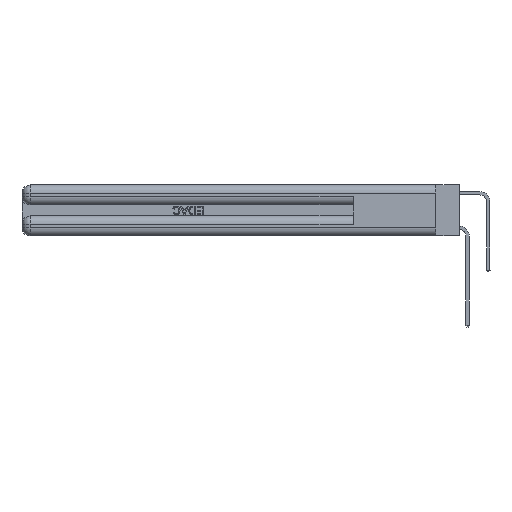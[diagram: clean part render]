
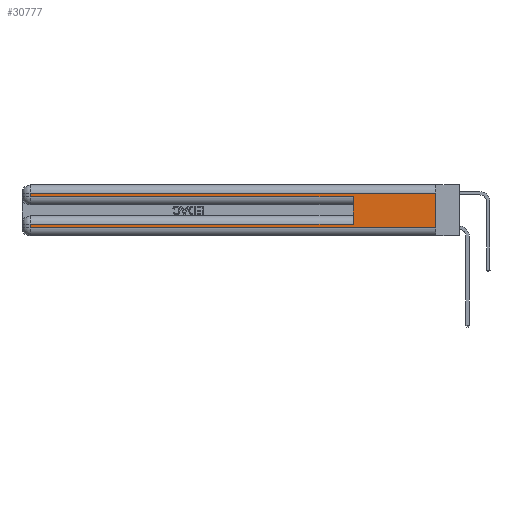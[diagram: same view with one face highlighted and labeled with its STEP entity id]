
A CAD part, left-side view. The second image highlights one B-rep face of the part: STEP entity #30777.
In plain terms, the highlighted planar face has unit normal (-1, 0, 0).
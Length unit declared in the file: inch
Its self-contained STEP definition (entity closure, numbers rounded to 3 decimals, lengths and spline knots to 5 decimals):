
#174 = ORIENTED_EDGE ( 'NONE', *, *, #17035, .T. ) ;
#861 = CARTESIAN_POINT ( 'NONE',  ( 0., 0., 0.31 ) ) ;
#1096 = ORIENTED_EDGE ( 'NONE', *, *, #32069, .T. ) ;
#1163 = LINE ( 'NONE', #12136, #17364 ) ;
#1266 = VERTEX_POINT ( 'NONE', #26303 ) ;
#1672 = EDGE_CURVE ( 'NONE', #1266, #12020, #26278, .T. ) ;
#2910 = CARTESIAN_POINT ( 'NONE',  ( 0., 2.94, 0.085 ) ) ;
#3151 = LINE ( 'NONE', #24775, #6624 ) ;
#3155 = LINE ( 'NONE', #27223, #6032 ) ;
#4499 = VECTOR ( 'NONE', #10085, 39.37008 ) ;
#4610 = LINE ( 'NONE', #25909, #32221 ) ;
#5340 = VECTOR ( 'NONE', #31674, 39.37008 ) ;
#5641 = EDGE_LOOP ( 'NONE', ( #33133, #174, #20270, #1096, #23973, #32988, #14993, #11713 ) ) ;
#5652 = CARTESIAN_POINT ( 'NONE',  ( 0., 2.94, 0.06 ) ) ;
#6032 = VECTOR ( 'NONE', #21979, 39.37008 ) ;
#6496 = VERTEX_POINT ( 'NONE', #23510 ) ;
#6624 = VECTOR ( 'NONE', #26881, 39.37008 ) ;
#7126 = CARTESIAN_POINT ( 'NONE',  ( 0., 0., 0.285 ) ) ;
#7295 = CARTESIAN_POINT ( 'NONE',  ( 0., 0., 0.37 ) ) ;
#7950 = LINE ( 'NONE', #24397, #19390 ) ;
#7984 = VERTEX_POINT ( 'NONE', #8832 ) ;
#8108 = EDGE_CURVE ( 'NONE', #20825, #29567, #1163, .T. ) ;
#8116 = CARTESIAN_POINT ( 'NONE',  ( 0., 0.6, 0.145 ) ) ;
#8832 = CARTESIAN_POINT ( 'NONE',  ( 0., 0., 0.31 ) ) ;
#10085 = DIRECTION ( 'NONE',  ( 0., -1., 0. ) ) ;
#11713 = ORIENTED_EDGE ( 'NONE', *, *, #8108, .T. ) ;
#12020 = VERTEX_POINT ( 'NONE', #19046 ) ;
#12136 = CARTESIAN_POINT ( 'NONE',  ( 0., 0., 0.06 ) ) ;
#14486 = AXIS2_PLACEMENT_3D ( 'NONE', #7295, #23163, #33803 ) ;
#14993 = ORIENTED_EDGE ( 'NONE', *, *, #26180, .T. ) ;
#15630 = DIRECTION ( 'NONE',  ( 0., 0., -1. ) ) ;
#16113 = VERTEX_POINT ( 'NONE', #2910 ) ;
#16736 = LINE ( 'NONE', #861, #19859 ) ;
#17035 = EDGE_CURVE ( 'NONE', #7984, #6496, #16736, .T. ) ;
#17364 = VECTOR ( 'NONE', #23126, 39.37008 ) ;
#17585 = PLANE ( 'NONE',  #14486 ) ;
#18161 = EDGE_CURVE ( 'NONE', #1266, #16113, #3151, .T. ) ;
#19046 = CARTESIAN_POINT ( 'NONE',  ( 0., 0.6, 0.285 ) ) ;
#19390 = VECTOR ( 'NONE', #15630, 39.37008 ) ;
#19859 = VECTOR ( 'NONE', #22133, 39.37008 ) ;
#20270 = ORIENTED_EDGE ( 'NONE', *, *, #28912, .T. ) ;
#20825 = VERTEX_POINT ( 'NONE', #5652 ) ;
#21979 = DIRECTION ( 'NONE',  ( 0., 0., -1. ) ) ;
#22133 = DIRECTION ( 'NONE',  ( 0., 1., 0. ) ) ;
#23126 = DIRECTION ( 'NONE',  ( 0., -1., 0. ) ) ;
#23163 = DIRECTION ( 'NONE',  ( 1., 0., 0. ) ) ;
#23510 = CARTESIAN_POINT ( 'NONE',  ( 0., 2.94, 0.31 ) ) ;
#23973 = ORIENTED_EDGE ( 'NONE', *, *, #1672, .F. ) ;
#24397 = CARTESIAN_POINT ( 'NONE',  ( 0., 2.94, 0.37 ) ) ;
#24775 = CARTESIAN_POINT ( 'NONE',  ( 0., 0., 0.085 ) ) ;
#25625 = FACE_OUTER_BOUND ( 'NONE', #5641, .T. ) ;
#25909 = CARTESIAN_POINT ( 'NONE',  ( 0., 2.94, 0.37 ) ) ;
#26180 = EDGE_CURVE ( 'NONE', #16113, #20825, #7950, .T. ) ;
#26278 = LINE ( 'NONE', #8116, #5340 ) ;
#26303 = CARTESIAN_POINT ( 'NONE',  ( 0., 0.6, 0.085 ) ) ;
#26881 = DIRECTION ( 'NONE',  ( 0., 1., 0. ) ) ;
#27223 = CARTESIAN_POINT ( 'NONE',  ( 0., 0., 0.37 ) ) ;
#28375 = EDGE_CURVE ( 'NONE', #7984, #29567, #3155, .T. ) ;
#28674 = DIRECTION ( 'NONE',  ( 0., 0., -1. ) ) ;
#28912 = EDGE_CURVE ( 'NONE', #6496, #32759, #4610, .T. ) ;
#29567 = VERTEX_POINT ( 'NONE', #32298 ) ;
#30091 = CARTESIAN_POINT ( 'NONE',  ( 0., 2.94, 0.285 ) ) ;
#30777 = ADVANCED_FACE ( 'NONE', ( #25625 ), #17585, .F. ) ;
#31020 = LINE ( 'NONE', #7126, #4499 ) ;
#31674 = DIRECTION ( 'NONE',  ( 0., 0., 1. ) ) ;
#32069 = EDGE_CURVE ( 'NONE', #32759, #12020, #31020, .T. ) ;
#32221 = VECTOR ( 'NONE', #28674, 39.37008 ) ;
#32298 = CARTESIAN_POINT ( 'NONE',  ( 0., 0., 0.06 ) ) ;
#32759 = VERTEX_POINT ( 'NONE', #30091 ) ;
#32988 = ORIENTED_EDGE ( 'NONE', *, *, #18161, .T. ) ;
#33133 = ORIENTED_EDGE ( 'NONE', *, *, #28375, .F. ) ;
#33803 = DIRECTION ( 'NONE',  ( 0., 0., -1. ) ) ;
